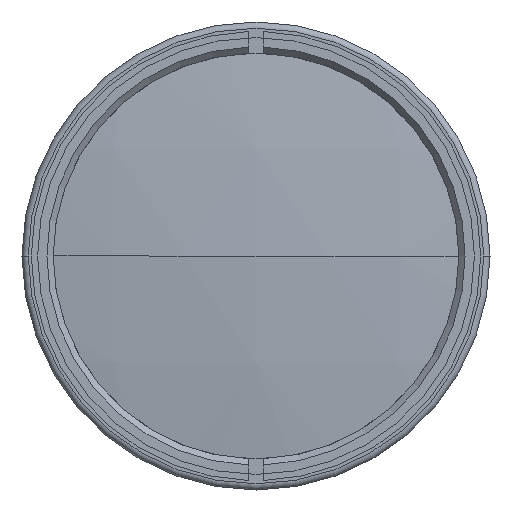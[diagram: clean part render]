
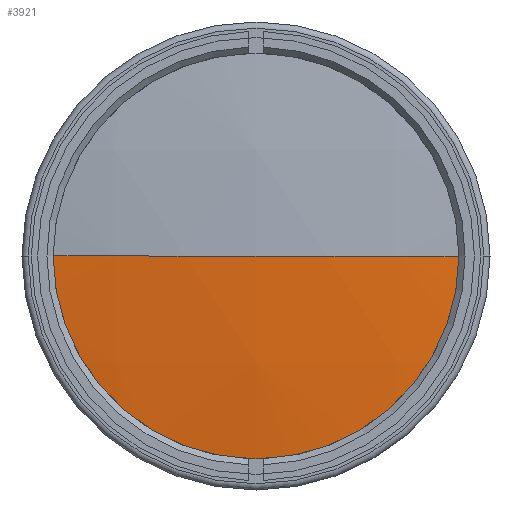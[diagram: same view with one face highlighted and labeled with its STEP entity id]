
A CAD part, left-side view. The second image highlights one B-rep face of the part: STEP entity #3921.
In plain terms, the highlighted spherical face has radius 252 mm.
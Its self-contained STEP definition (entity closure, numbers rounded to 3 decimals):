
#2 = EDGE_CURVE ( 'NONE', #1092, #2021, #272, .T. ) ;
#7 = VERTEX_POINT ( 'NONE', #713 ) ;
#198 = DIRECTION ( 'NONE',  ( 0., 1., 0. ) ) ;
#272 = CIRCLE ( 'NONE', #3403, 252. ) ;
#274 = DIRECTION ( 'NONE',  ( 0., 0., -1. ) ) ;
#401 = CARTESIAN_POINT ( 'NONE',  ( 110.787, 0., 0. ) ) ;
#450 = ORIENTED_EDGE ( 'NONE', *, *, #3548, .T. ) ;
#509 = CIRCLE ( 'NONE', #1432, 34. ) ;
#625 = SPHERICAL_SURFACE ( 'NONE', #1846, 252. ) ;
#713 = CARTESIAN_POINT ( 'NONE',  ( -138.909, -34., 0. ) ) ;
#737 = DIRECTION ( 'NONE',  ( 0., 0., 1. ) ) ;
#805 = CARTESIAN_POINT ( 'NONE',  ( 110.787, 0., 0. ) ) ;
#1092 = VERTEX_POINT ( 'NONE', #2083 ) ;
#1432 = AXIS2_PLACEMENT_3D ( 'NONE', #4058, #2387, #737 ) ;
#1846 = AXIS2_PLACEMENT_3D ( 'NONE', #4286, #274, #4307 ) ;
#1866 = DIRECTION ( 'NONE',  ( 0., 0., -1. ) ) ;
#2021 = VERTEX_POINT ( 'NONE', #4054 ) ;
#2040 = AXIS2_PLACEMENT_3D ( 'NONE', #805, #1866, #198 ) ;
#2083 = CARTESIAN_POINT ( 'NONE',  ( -138.909, 34., 0. ) ) ;
#2136 = ORIENTED_EDGE ( 'NONE', *, *, #2, .F. ) ;
#2387 = DIRECTION ( 'NONE',  ( -1., 0., 0. ) ) ;
#2566 = ORIENTED_EDGE ( 'NONE', *, *, #3486, .T. ) ;
#2898 = FACE_OUTER_BOUND ( 'NONE', #3601, .T. ) ;
#3079 = DIRECTION ( 'NONE',  ( 0., 0., 1. ) ) ;
#3403 = AXIS2_PLACEMENT_3D ( 'NONE', #401, #3079, #3711 ) ;
#3486 = EDGE_CURVE ( 'NONE', #1092, #7, #509, .T. ) ;
#3548 = EDGE_CURVE ( 'NONE', #7, #2021, #3650, .T. ) ;
#3601 = EDGE_LOOP ( 'NONE', ( #2566, #450, #2136 ) ) ;
#3650 = CIRCLE ( 'NONE', #2040, 252. ) ;
#3711 = DIRECTION ( 'NONE',  ( 0., -1., 0. ) ) ;
#3921 = ADVANCED_FACE ( 'NONE', ( #2898 ), #625, .T. ) ;
#4054 = CARTESIAN_POINT ( 'NONE',  ( -141.213, 0., 0. ) ) ;
#4058 = CARTESIAN_POINT ( 'NONE',  ( -138.909, 0., 0. ) ) ;
#4286 = CARTESIAN_POINT ( 'NONE',  ( 110.787, 0., 0. ) ) ;
#4307 = DIRECTION ( 'NONE',  ( 0., 1., 0. ) ) ;
